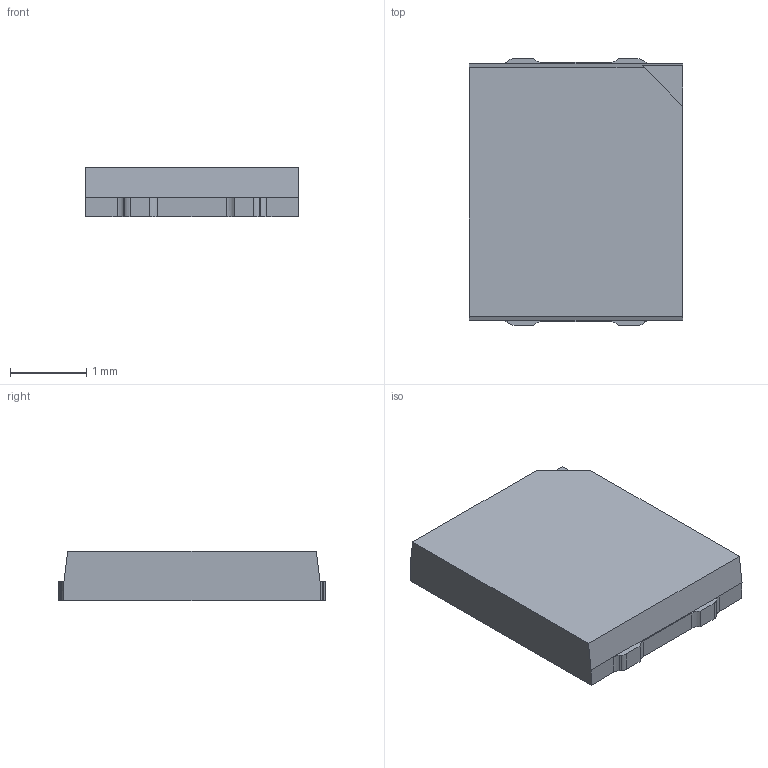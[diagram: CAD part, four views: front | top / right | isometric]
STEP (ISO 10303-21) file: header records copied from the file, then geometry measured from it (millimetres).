
FILE_DESCRIPTION (( 'STEP AP214' ), '1' );
FILE_NAME ('GW JTLRS1.EM-LVL5-XX53-1.STEP', '2026-01-20T08:33:51', ( '' ), ( '' ), 'SwSTEP 2.0', 'SolidWorks 2023', '' );
FILE_SCHEMA (( 'AUTOMOTIVE_DESIGN' ));
Length unit declared in the file: millimetre
Products named in the file (1): GW JTLRS1.EM-LVL5-XX53-1
Bounding box: 2.8 x 3.5 x 0.65 mm (x, y, z)
Volume: 6.1 mm3; surface area: 26.8 mm2
Topology: 1 solids, 1 shells, 38 faces, 134 edges, 98 vertices
Faces by surface type: plane 26, cylinder 12
Entity records: 1965 total; most frequent: CARTESIAN_POINT 485, ORIENTED_EDGE 268, DIRECTION 144, EDGE_CURVE 134, VERTEX_POINT 98, B_SPLINE_CURVE_WITH_KNOTS 68, VECTOR 66, LINE 66
